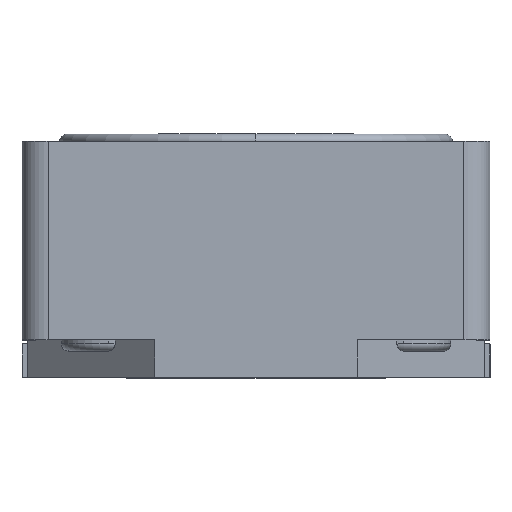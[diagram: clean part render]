
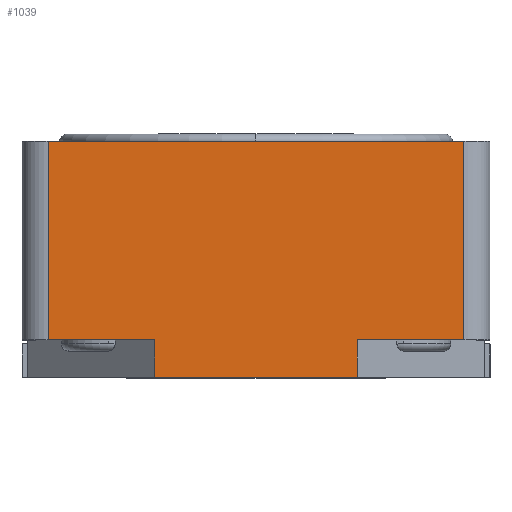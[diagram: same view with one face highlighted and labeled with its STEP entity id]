
A CAD part, top view. The second image highlights one B-rep face of the part: STEP entity #1039.
In plain terms, the highlighted planar face has unit normal (0, 0, 1).
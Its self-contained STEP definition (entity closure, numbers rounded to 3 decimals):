
#31 = LINE ( 'NONE', #2534, #2416 ) ;
#112 = CARTESIAN_POINT ( 'NONE',  ( 2.7, 18.678, 6.25 ) ) ;
#125 = CARTESIAN_POINT ( 'NONE',  ( -5.55, 6.3, 6.25 ) ) ;
#146 = LINE ( 'NONE', #2105, #2043 ) ;
#205 = CARTESIAN_POINT ( 'NONE',  ( -2.7, 1., 6.25 ) ) ;
#243 = CARTESIAN_POINT ( 'NONE',  ( -2.7, 0., 6.25 ) ) ;
#275 = DIRECTION ( 'NONE',  ( 0., -1., 0. ) ) ;
#286 = ORIENTED_EDGE ( 'NONE', *, *, #2310, .T. ) ;
#291 = VERTEX_POINT ( 'NONE', #2282 ) ;
#299 = ORIENTED_EDGE ( 'NONE', *, *, #2736, .T. ) ;
#321 = DIRECTION ( 'NONE',  ( 0., -1., 0. ) ) ;
#424 = ORIENTED_EDGE ( 'NONE', *, *, #468, .F. ) ;
#468 = EDGE_CURVE ( 'NONE', #867, #1144, #1198, .T. ) ;
#502 = CARTESIAN_POINT ( 'NONE',  ( 5.55, 1., 6.25 ) ) ;
#590 = VERTEX_POINT ( 'NONE', #2220 ) ;
#622 = PLANE ( 'NONE',  #1327 ) ;
#633 = VERTEX_POINT ( 'NONE', #243 ) ;
#724 = FACE_OUTER_BOUND ( 'NONE', #1026, .T. ) ;
#752 = LINE ( 'NONE', #873, #1632 ) ;
#798 = ORIENTED_EDGE ( 'NONE', *, *, #1596, .T. ) ;
#815 = EDGE_CURVE ( 'NONE', #1849, #1144, #146, .T. ) ;
#848 = CARTESIAN_POINT ( 'NONE',  ( -6.25, 24.178, 6.25 ) ) ;
#858 = DIRECTION ( 'NONE',  ( 0., -1., 0. ) ) ;
#867 = VERTEX_POINT ( 'NONE', #125 ) ;
#873 = CARTESIAN_POINT ( 'NONE',  ( -2.7, 0., 6.25 ) ) ;
#881 = LINE ( 'NONE', #2064, #2138 ) ;
#1015 = DIRECTION ( 'NONE',  ( 0., 1., 0. ) ) ;
#1026 = EDGE_LOOP ( 'NONE', ( #1287, #286, #798, #2607, #1688, #1111, #424, #299 ) ) ;
#1039 = ADVANCED_FACE ( 'NONE', ( #724 ), #622, .F. ) ;
#1111 = ORIENTED_EDGE ( 'NONE', *, *, #815, .T. ) ;
#1144 = VERTEX_POINT ( 'NONE', #1314 ) ;
#1198 = LINE ( 'NONE', #2112, #1368 ) ;
#1275 = DIRECTION ( 'NONE',  ( 0., 0., -1. ) ) ;
#1281 = DIRECTION ( 'NONE',  ( 1., 0., 0. ) ) ;
#1287 = ORIENTED_EDGE ( 'NONE', *, *, #2453, .T. ) ;
#1314 = CARTESIAN_POINT ( 'NONE',  ( 5.55, 6.3, 6.25 ) ) ;
#1327 = AXIS2_PLACEMENT_3D ( 'NONE', #848, #1275, #2801 ) ;
#1368 = VECTOR ( 'NONE', #1281, 1000. ) ;
#1369 = CARTESIAN_POINT ( 'NONE',  ( -2.7, 18.678, 6.25 ) ) ;
#1596 = EDGE_CURVE ( 'NONE', #633, #2402, #752, .T. ) ;
#1632 = VECTOR ( 'NONE', #2167, 1000. ) ;
#1688 = ORIENTED_EDGE ( 'NONE', *, *, #2021, .T. ) ;
#1689 = LINE ( 'NONE', #1369, #2616 ) ;
#1793 = VECTOR ( 'NONE', #321, 1000. ) ;
#1849 = VERTEX_POINT ( 'NONE', #502 ) ;
#1979 = EDGE_CURVE ( 'NONE', #590, #2402, #2141, .T. ) ;
#2021 = EDGE_CURVE ( 'NONE', #590, #1849, #31, .T. ) ;
#2027 = VECTOR ( 'NONE', #858, 1000. ) ;
#2042 = DIRECTION ( 'NONE',  ( 1., 0., 0. ) ) ;
#2043 = VECTOR ( 'NONE', #1015, 1000. ) ;
#2064 = CARTESIAN_POINT ( 'NONE',  ( -6.25, 1., 6.25 ) ) ;
#2105 = CARTESIAN_POINT ( 'NONE',  ( 5.55, 24.178, 6.25 ) ) ;
#2112 = CARTESIAN_POINT ( 'NONE',  ( -6.25, 6.3, 6.25 ) ) ;
#2138 = VECTOR ( 'NONE', #2042, 1000. ) ;
#2141 = LINE ( 'NONE', #112, #1793 ) ;
#2167 = DIRECTION ( 'NONE',  ( 1., 0., 0. ) ) ;
#2220 = CARTESIAN_POINT ( 'NONE',  ( 2.7, 1., 6.25 ) ) ;
#2282 = CARTESIAN_POINT ( 'NONE',  ( -5.55, 1., 6.25 ) ) ;
#2310 = EDGE_CURVE ( 'NONE', #2681, #633, #1689, .T. ) ;
#2333 = DIRECTION ( 'NONE',  ( 1., 0., 0. ) ) ;
#2371 = CARTESIAN_POINT ( 'NONE',  ( -5.55, 24.178, 6.25 ) ) ;
#2402 = VERTEX_POINT ( 'NONE', #2710 ) ;
#2416 = VECTOR ( 'NONE', #2333, 1000. ) ;
#2453 = EDGE_CURVE ( 'NONE', #291, #2681, #881, .T. ) ;
#2534 = CARTESIAN_POINT ( 'NONE',  ( -6.25, 1., 6.25 ) ) ;
#2607 = ORIENTED_EDGE ( 'NONE', *, *, #1979, .F. ) ;
#2611 = LINE ( 'NONE', #2371, #2027 ) ;
#2616 = VECTOR ( 'NONE', #275, 1000. ) ;
#2681 = VERTEX_POINT ( 'NONE', #205 ) ;
#2710 = CARTESIAN_POINT ( 'NONE',  ( 2.7, 0., 6.25 ) ) ;
#2736 = EDGE_CURVE ( 'NONE', #867, #291, #2611, .T. ) ;
#2801 = DIRECTION ( 'NONE',  ( -1., 0., 0. ) ) ;
